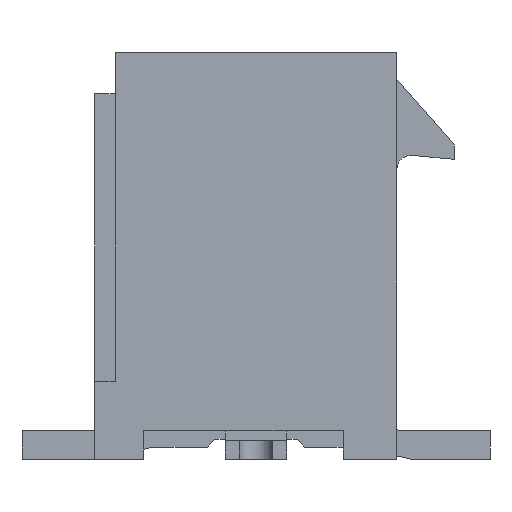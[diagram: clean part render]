
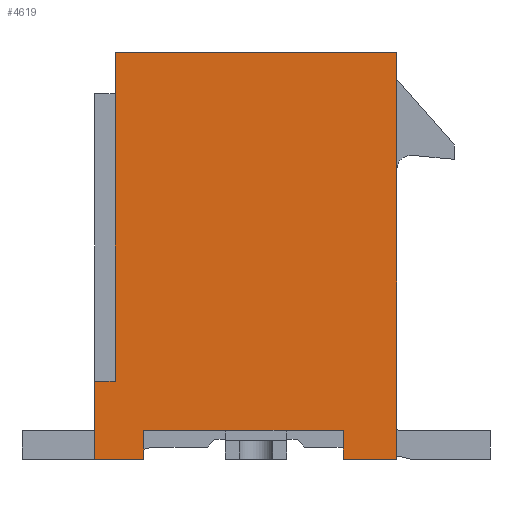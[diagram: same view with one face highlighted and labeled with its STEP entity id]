
A CAD part, left-side view. The second image highlights one B-rep face of the part: STEP entity #4619.
In plain terms, the highlighted face is planar.
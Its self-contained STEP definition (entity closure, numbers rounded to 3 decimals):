
#1062=ORIENTED_EDGE('',*,*,#1825,.F.);
#1063=ORIENTED_EDGE('',*,*,#1970,.F.);
#1064=ORIENTED_EDGE('',*,*,#1971,.F.);
#1065=ORIENTED_EDGE('',*,*,#1972,.F.);
#1066=ORIENTED_EDGE('',*,*,#1957,.F.);
#1067=ORIENTED_EDGE('',*,*,#1973,.T.);
#1068=ORIENTED_EDGE('',*,*,#1974,.T.);
#1069=ORIENTED_EDGE('',*,*,#1945,.T.);
#1070=ORIENTED_EDGE('',*,*,#1968,.T.);
#1071=ORIENTED_EDGE('',*,*,#1975,.F.);
#1825=EDGE_CURVE('',#2347,#2343,#2899,.T.);
#1945=EDGE_CURVE('',#2441,#2440,#3017,.T.);
#1957=EDGE_CURVE('',#2446,#2447,#3029,.T.);
#1968=EDGE_CURVE('',#2440,#2454,#3040,.T.);
#1970=EDGE_CURVE('',#2455,#2347,#3042,.T.);
#1971=EDGE_CURVE('',#2456,#2455,#3043,.T.);
#1972=EDGE_CURVE('',#2447,#2456,#3044,.T.);
#1973=EDGE_CURVE('',#2446,#2457,#3045,.T.);
#1974=EDGE_CURVE('',#2457,#2441,#3046,.T.);
#1975=EDGE_CURVE('',#2343,#2454,#3047,.T.);
#2343=VERTEX_POINT('',#6993);
#2347=VERTEX_POINT('',#7002);
#2440=VERTEX_POINT('',#7253);
#2441=VERTEX_POINT('',#7255);
#2446=VERTEX_POINT('',#7275);
#2447=VERTEX_POINT('',#7277);
#2454=VERTEX_POINT('',#7298);
#2455=VERTEX_POINT('',#7302);
#2456=VERTEX_POINT('',#7304);
#2457=VERTEX_POINT('',#7307);
#2899=LINE('',#7003,#3535);
#3017=LINE('',#7254,#3653);
#3029=LINE('',#7276,#3665);
#3040=LINE('',#7297,#3676);
#3042=LINE('',#7301,#3678);
#3043=LINE('',#7303,#3679);
#3044=LINE('',#7305,#3680);
#3045=LINE('',#7306,#3681);
#3046=LINE('',#7308,#3682);
#3047=LINE('',#7309,#3683);
#3535=VECTOR('',#5726,1000.);
#3653=VECTOR('',#5924,1000.);
#3665=VECTOR('',#5944,1000.);
#3676=VECTOR('',#5961,1000.);
#3678=VECTOR('',#5965,1000.);
#3679=VECTOR('',#5966,1000.);
#3680=VECTOR('',#5967,1000.);
#3681=VECTOR('',#5968,1000.);
#3682=VECTOR('',#5969,1000.);
#3683=VECTOR('',#5970,1000.);
#3938=EDGE_LOOP('',(#1062,#1063,#1064,#1065,#1066,#1067,#1068,#1069,#1070,
#1071));
#4172=FACE_BOUND('',#3938,.T.);
#4394=PLANE('',#4918);
#4619=ADVANCED_FACE('',(#4172),#4394,.T.);
#4918=AXIS2_PLACEMENT_3D('',#7300,#5963,#5964);
#5726=DIRECTION('',(0.,1.,0.));
#5924=DIRECTION('',(0.,0.,-1.));
#5944=DIRECTION('',(0.,1.,0.));
#5961=DIRECTION('',(0.,1.,0.));
#5963=DIRECTION('',(1.,0.,0.));
#5964=DIRECTION('',(0.,0.,-1.));
#5965=DIRECTION('',(0.,0.,-1.));
#5966=DIRECTION('',(0.,-1.,0.));
#5967=DIRECTION('',(0.,0.,-1.));
#5968=DIRECTION('',(0.,0.,-1.));
#5969=DIRECTION('',(0.,1.,0.));
#5970=DIRECTION('',(0.,0.,-1.));
#6993=CARTESIAN_POINT('',(3.35,4.95,-2.48));
#7002=CARTESIAN_POINT('',(3.35,4.25,-2.48));
#7003=CARTESIAN_POINT('',(3.35,-4.95,-2.48));
#7253=CARTESIAN_POINT('',(3.35,3.05,-3.68));
#7254=CARTESIAN_POINT('',(3.35,3.05,-3.18));
#7255=CARTESIAN_POINT('',(3.35,3.05,-3.18));
#7275=CARTESIAN_POINT('',(3.35,-4.95,3.68));
#7276=CARTESIAN_POINT('',(3.35,-4.95,3.68));
#7277=CARTESIAN_POINT('',(3.35,4.95,3.68));
#7297=CARTESIAN_POINT('',(3.35,-4.95,-3.68));
#7298=CARTESIAN_POINT('',(3.35,4.95,-3.68));
#7300=CARTESIAN_POINT('',(3.35,-4.95,3.68));
#7301=CARTESIAN_POINT('',(3.35,4.25,3.68));
#7302=CARTESIAN_POINT('',(3.35,4.25,2.37));
#7303=CARTESIAN_POINT('',(3.35,-4.95,2.37));
#7304=CARTESIAN_POINT('',(3.35,4.95,2.37));
#7305=CARTESIAN_POINT('',(3.35,4.95,3.68));
#7306=CARTESIAN_POINT('',(3.35,-4.95,3.68));
#7307=CARTESIAN_POINT('',(3.35,-4.95,-3.18));
#7308=CARTESIAN_POINT('',(3.35,3.05,-3.18));
#7309=CARTESIAN_POINT('',(3.35,4.95,3.68));
